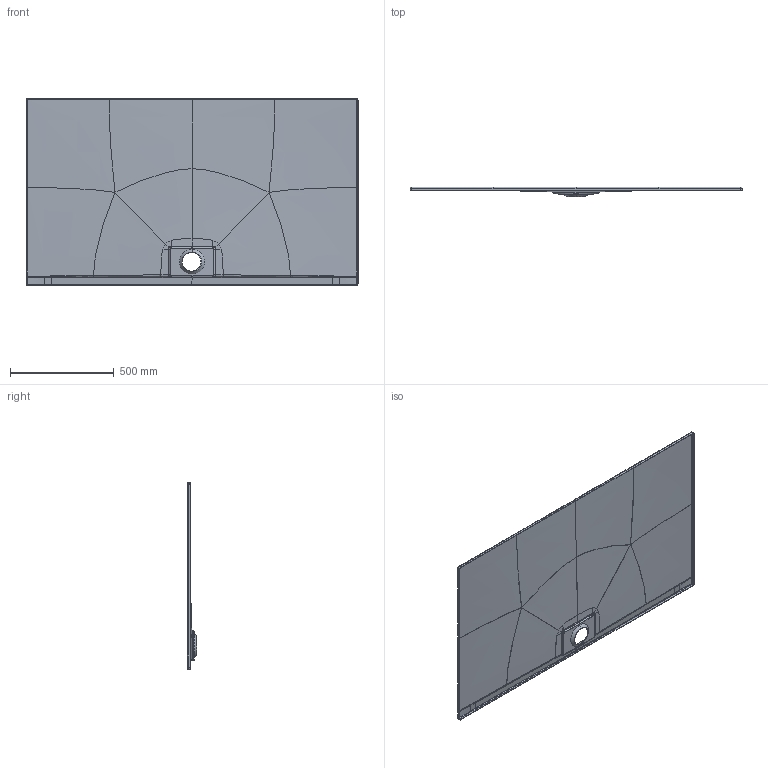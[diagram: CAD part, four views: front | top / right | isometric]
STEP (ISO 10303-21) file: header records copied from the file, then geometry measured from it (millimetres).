
FILE_DESCRIPTION((''),'2;1');
FILE_NAME('MASTER-FILE_1600X900','2015-11-25T',('grootj'),('Villeroy & Boch Wellness bv'),'CREO PARAMETRIC BY PTC INC, 2015290','CREO PARAMETRIC BY PTC INC, 2015290','');
FILE_SCHEMA(('CONFIG_CONTROL_DESIGN'));
Length unit declared in the file: millimetre
Products named in the file (1): MASTER-FILE_1600X900
Bounding box: 1600 x 46.44 x 900 mm (x, y, z)
Volume: 3650201.8 mm3; surface area: 3016484.9 mm2
Topology: 1 solids, 1 shells, 241 faces, 554 edges, 314 vertices
Faces by surface type: bspline 184, cylinder 26, plane 23, cone 8
Entity records: 16575 total; most frequent: CARTESIAN_POINT 12391, ORIENTED_EDGE 1108, EDGE_CURVE 554, DIRECTION 460, B_SPLINE_CURVE_WITH_KNOTS 315, VERTEX_POINT 314, EDGE_LOOP 242, FACE_OUTER_BOUND 241
